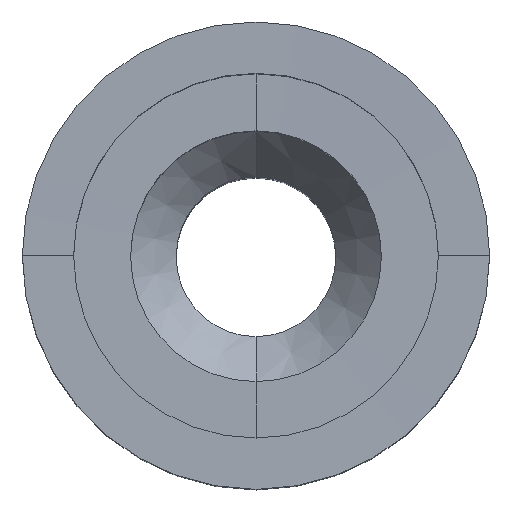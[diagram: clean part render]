
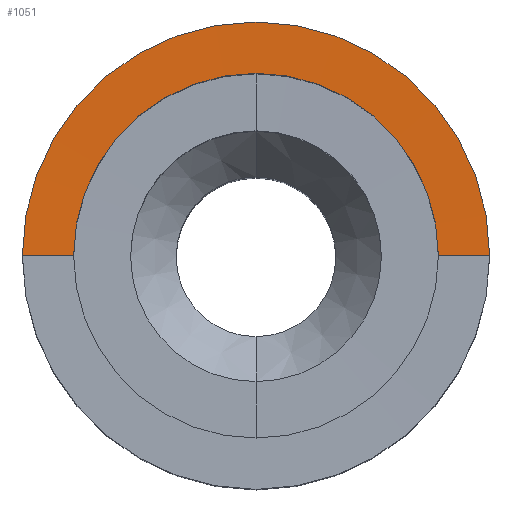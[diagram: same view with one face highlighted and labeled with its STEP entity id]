
A CAD part, top view. The second image highlights one B-rep face of the part: STEP entity #1051.
In plain terms, the highlighted free-form (B-spline) face has degree [9, 1] with [10, 2] control points.
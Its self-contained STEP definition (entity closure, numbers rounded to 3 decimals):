
#266=CARTESIAN_POINT('',(7.16,136.802,0.));
#267=VERTEX_POINT('',#266);
#268=CARTESIAN_POINT('',(15.36,136.802,-0.));
#269=VERTEX_POINT('',#268);
#277=CARTESIAN_POINT('',(14.46,136.811,-0.));
#278=VERTEX_POINT('',#277);
#279=CARTESIAN_POINT('',(14.46,136.811,0.));
#280=DIRECTION('',(1.,-0.011,0.));
#281=VECTOR('',#280,0.9);
#282=LINE('',#279,#281);
#283=EDGE_CURVE('',#278,#269,#282,.T.);
#285=CARTESIAN_POINT('',(8.06,136.811,0.));
#286=VERTEX_POINT('',#285);
#294=CARTESIAN_POINT('',(8.06,136.811,0.));
#295=DIRECTION('',(-1.,-0.011,0.));
#296=VECTOR('',#295,0.9);
#297=LINE('',#294,#296);
#298=EDGE_CURVE('',#286,#267,#297,.T.);
#993=CARTESIAN_POINT('',(11.26,136.802,0.));
#994=DIRECTION('',(0.,-1.,0.));
#995=DIRECTION('',(-1.,-0.,0.));
#996=AXIS2_PLACEMENT_3D('',#993,#994,#995);
#997=CIRCLE('',#996,4.1);
#998=EDGE_CURVE('',#269,#267,#997,.T.);
#1018=CARTESIAN_POINT('',(14.46,136.811,-0.));
#1019=CARTESIAN_POINT('',(15.36,136.802,-0.));
#1020=CARTESIAN_POINT('',(14.46,136.811,1.117));
#1021=CARTESIAN_POINT('',(15.36,136.802,1.431));
#1022=CARTESIAN_POINT('',(14.022,136.811,2.234));
#1023=CARTESIAN_POINT('',(14.798,136.802,2.862));
#1024=CARTESIAN_POINT('',(13.144,136.811,3.154));
#1025=CARTESIAN_POINT('',(13.674,136.802,4.041));
#1026=CARTESIAN_POINT('',(11.931,136.811,3.681));
#1027=CARTESIAN_POINT('',(12.12,136.802,4.716));
#1028=CARTESIAN_POINT('',(10.589,136.811,3.681));
#1029=CARTESIAN_POINT('',(10.4,136.802,4.716));
#1030=CARTESIAN_POINT('',(9.376,136.811,3.154));
#1031=CARTESIAN_POINT('',(8.846,136.802,4.041));
#1032=CARTESIAN_POINT('',(8.499,136.811,2.234));
#1033=CARTESIAN_POINT('',(7.722,136.802,2.862));
#1034=CARTESIAN_POINT('',(8.06,136.811,1.117));
#1035=CARTESIAN_POINT('',(7.16,136.802,1.431));
#1036=CARTESIAN_POINT('',(8.06,136.811,0.));
#1037=CARTESIAN_POINT('',(7.16,136.802,0.));
#1038=B_SPLINE_SURFACE_WITH_KNOTS('',9,1,((#1018,#1019),(#1020,#1021),(#1022,#1023),(#1024,#1025),(#1026,#1027),(#1028,#1029),(#1030,#1031),(#1032,#1033),(#1034,#1035),(#1036,#1037)),.UNSPECIFIED.,.F.,.F.,.U.,(10,10),(2,2),(3.142,6.283),(0.091,1.),.UNSPECIFIED.);
#1039=ORIENTED_EDGE('',*,*,#298,.F.);
#1040=CARTESIAN_POINT('',(11.26,136.811,-0.));
#1041=DIRECTION('',(-0.,1.,-0.));
#1042=DIRECTION('',(-1.,-0.,0.));
#1043=AXIS2_PLACEMENT_3D('',#1040,#1041,#1042);
#1044=CIRCLE('',#1043,3.2);
#1045=EDGE_CURVE('',#286,#278,#1044,.T.);
#1046=ORIENTED_EDGE('',*,*,#1045,.T.);
#1047=ORIENTED_EDGE('',*,*,#283,.T.);
#1048=ORIENTED_EDGE('',*,*,#998,.T.);
#1049=EDGE_LOOP('',(#1039,#1046,#1047,#1048));
#1050=FACE_BOUND('',#1049,.T.);
#1051=ADVANCED_FACE('',(#1050),#1038,.F.);
